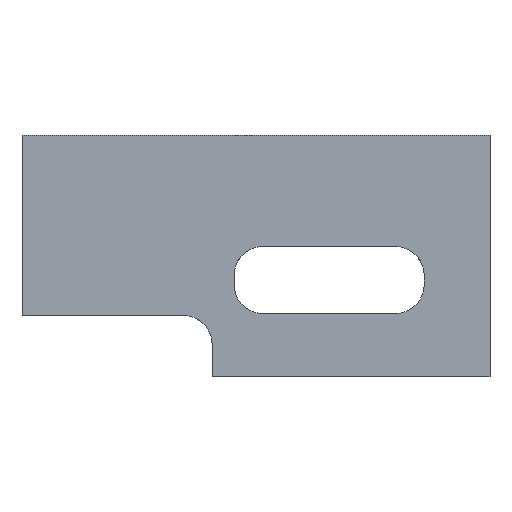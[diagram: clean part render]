
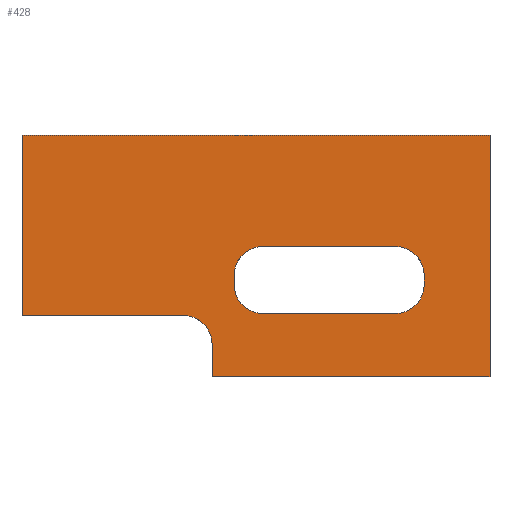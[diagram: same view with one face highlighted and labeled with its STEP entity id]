
A CAD part, top view. The second image highlights one B-rep face of the part: STEP entity #428.
In plain terms, the highlighted planar face has unit normal (0, 0, 1).
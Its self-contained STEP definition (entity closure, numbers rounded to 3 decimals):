
#24=FACE_BOUND('',#54,.T.);
#31=FACE_OUTER_BOUND('',#53,.T.);
#53=EDGE_LOOP('',(#330,#331,#332,#333,#334,#335,#336));
#54=EDGE_LOOP('',(#337,#338,#339,#340,#341,#342,#343,#344));
#79=CIRCLE('',#474,1.);
#80=CIRCLE('',#475,1.);
#81=CIRCLE('',#476,1.);
#82=CIRCLE('',#477,1.);
#83=CIRCLE('',#478,1.);
#109=LINE('',#687,#154);
#111=LINE('',#691,#156);
#113=LINE('',#695,#158);
#115=LINE('',#699,#160);
#117=LINE('',#704,#162);
#118=LINE('',#707,#163);
#119=LINE('',#710,#164);
#120=LINE('',#714,#165);
#121=LINE('',#718,#166);
#122=LINE('',#722,#167);
#154=VECTOR('',#543,8.255);
#156=VECTOR('',#547,16.);
#158=VECTOR('',#551,6.155);
#160=VECTOR('',#555,9.5);
#162=VECTOR('',#561,5.5);
#163=VECTOR('',#564,1.1);
#164=VECTOR('',#565,4.5);
#165=VECTOR('',#568,0.3);
#166=VECTOR('',#571,4.5);
#167=VECTOR('',#574,0.3);
#205=VERTEX_POINT('',#684);
#206=VERTEX_POINT('',#686);
#207=VERTEX_POINT('',#690);
#208=VERTEX_POINT('',#694);
#209=VERTEX_POINT('',#698);
#210=VERTEX_POINT('',#703);
#211=VERTEX_POINT('',#705);
#212=VERTEX_POINT('',#708);
#213=VERTEX_POINT('',#709);
#214=VERTEX_POINT('',#711);
#215=VERTEX_POINT('',#713);
#216=VERTEX_POINT('',#715);
#217=VERTEX_POINT('',#717);
#218=VERTEX_POINT('',#719);
#219=VERTEX_POINT('',#721);
#249=EDGE_CURVE('',#206,#205,#109,.T.);
#251=EDGE_CURVE('',#205,#207,#111,.T.);
#253=EDGE_CURVE('',#207,#208,#113,.T.);
#255=EDGE_CURVE('',#209,#206,#115,.T.);
#258=EDGE_CURVE('',#208,#210,#117,.T.);
#259=EDGE_CURVE('',#211,#210,#79,.F.);
#260=EDGE_CURVE('',#211,#209,#118,.T.);
#261=EDGE_CURVE('',#212,#213,#119,.T.);
#262=EDGE_CURVE('',#213,#214,#80,.F.);
#263=EDGE_CURVE('',#214,#215,#120,.T.);
#264=EDGE_CURVE('',#215,#216,#81,.F.);
#265=EDGE_CURVE('',#216,#217,#121,.T.);
#266=EDGE_CURVE('',#217,#218,#82,.F.);
#267=EDGE_CURVE('',#218,#219,#122,.T.);
#268=EDGE_CURVE('',#219,#212,#83,.F.);
#330=ORIENTED_EDGE('',*,*,#258,.T.);
#331=ORIENTED_EDGE('',*,*,#259,.F.);
#332=ORIENTED_EDGE('',*,*,#260,.T.);
#333=ORIENTED_EDGE('',*,*,#255,.T.);
#334=ORIENTED_EDGE('',*,*,#249,.T.);
#335=ORIENTED_EDGE('',*,*,#251,.T.);
#336=ORIENTED_EDGE('',*,*,#253,.T.);
#337=ORIENTED_EDGE('',*,*,#261,.T.);
#338=ORIENTED_EDGE('',*,*,#262,.T.);
#339=ORIENTED_EDGE('',*,*,#263,.T.);
#340=ORIENTED_EDGE('',*,*,#264,.T.);
#341=ORIENTED_EDGE('',*,*,#265,.T.);
#342=ORIENTED_EDGE('',*,*,#266,.T.);
#343=ORIENTED_EDGE('',*,*,#267,.T.);
#344=ORIENTED_EDGE('',*,*,#268,.T.);
#415=PLANE('',#473);
#428=ADVANCED_FACE('',(#31,#24),#415,.T.);
#473=AXIS2_PLACEMENT_3D('',#702,#559,#560);
#474=AXIS2_PLACEMENT_3D('',#706,#562,#563);
#475=AXIS2_PLACEMENT_3D('',#712,#566,#567);
#476=AXIS2_PLACEMENT_3D('',#716,#569,#570);
#477=AXIS2_PLACEMENT_3D('',#720,#572,#573);
#478=AXIS2_PLACEMENT_3D('',#723,#575,#576);
#543=DIRECTION('',(0.,1.,0.));
#547=DIRECTION('',(-1.,0.,0.));
#551=DIRECTION('',(0.,-1.,0.));
#555=DIRECTION('',(1.,0.,0.));
#559=DIRECTION('center_axis',(0.,0.,1.));
#560=DIRECTION('ref_axis',(1.,0.,0.));
#561=DIRECTION('',(1.,0.,0.));
#562=DIRECTION('center_axis',(0.,0.,-1.));
#563=DIRECTION('ref_axis',(-1.,0.,0.));
#564=DIRECTION('',(0.,-1.,0.));
#565=DIRECTION('',(-1.,0.,0.));
#566=DIRECTION('center_axis',(0.,0.,1.));
#567=DIRECTION('ref_axis',(1.,0.,0.));
#568=DIRECTION('',(0.,1.,0.));
#569=DIRECTION('center_axis',(0.,0.,1.));
#570=DIRECTION('ref_axis',(1.,0.,0.));
#571=DIRECTION('',(1.,0.,0.));
#572=DIRECTION('center_axis',(0.,0.,1.));
#573=DIRECTION('ref_axis',(1.,0.,0.));
#574=DIRECTION('',(0.,-1.,0.));
#575=DIRECTION('center_axis',(0.,0.,1.));
#576=DIRECTION('ref_axis',(1.,0.,0.));
#684=CARTESIAN_POINT('',(8.,4.128,4.));
#686=CARTESIAN_POINT('',(8.,-4.128,4.));
#687=CARTESIAN_POINT('',(8.,-4.128,4.));
#690=CARTESIAN_POINT('',(-8.,4.128,4.));
#691=CARTESIAN_POINT('',(8.,4.128,4.));
#694=CARTESIAN_POINT('',(-8.,-2.028,4.));
#695=CARTESIAN_POINT('',(-8.,4.128,4.));
#698=CARTESIAN_POINT('',(-1.5,-4.128,4.));
#699=CARTESIAN_POINT('',(-1.5,-4.128,4.));
#702=CARTESIAN_POINT('Origin',(0.,0.,4.));
#703=CARTESIAN_POINT('',(-2.5,-2.028,4.));
#704=CARTESIAN_POINT('',(-8.,-2.028,4.));
#705=CARTESIAN_POINT('',(-1.5,-3.028,4.));
#706=CARTESIAN_POINT('Origin',(-2.5,-3.028,4.));
#707=CARTESIAN_POINT('',(-1.5,-3.028,4.));
#708=CARTESIAN_POINT('',(4.75,-1.973,4.));
#709=CARTESIAN_POINT('',(0.25,-1.973,4.));
#710=CARTESIAN_POINT('',(4.75,-1.973,4.));
#711=CARTESIAN_POINT('',(-0.75,-0.972,4.));
#712=CARTESIAN_POINT('Origin',(0.25,-0.972,4.));
#713=CARTESIAN_POINT('',(-0.75,-0.672,4.));
#714=CARTESIAN_POINT('',(-0.75,-0.972,4.));
#715=CARTESIAN_POINT('',(0.25,0.328,4.));
#716=CARTESIAN_POINT('Origin',(0.25,-0.672,4.));
#717=CARTESIAN_POINT('',(4.75,0.328,4.));
#718=CARTESIAN_POINT('',(0.25,0.328,4.));
#719=CARTESIAN_POINT('',(5.75,-0.672,4.));
#720=CARTESIAN_POINT('Origin',(4.75,-0.672,4.));
#721=CARTESIAN_POINT('',(5.75,-0.972,4.));
#722=CARTESIAN_POINT('',(5.75,-0.672,4.));
#723=CARTESIAN_POINT('Origin',(4.75,-0.973,4.));
